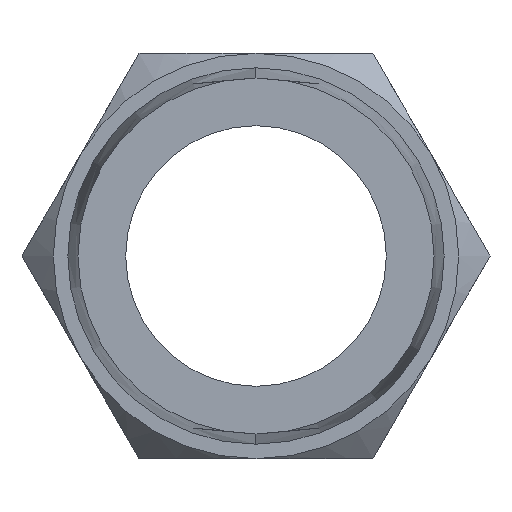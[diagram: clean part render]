
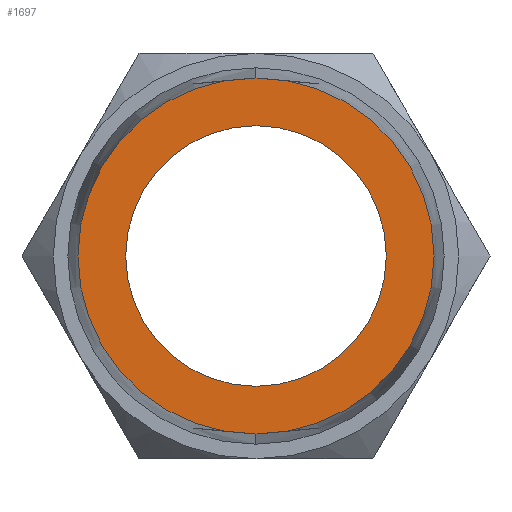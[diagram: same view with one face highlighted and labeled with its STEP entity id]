
A CAD part, left-side view. The second image highlights one B-rep face of the part: STEP entity #1697.
In plain terms, the highlighted planar face has unit normal (-1, 0, 0).
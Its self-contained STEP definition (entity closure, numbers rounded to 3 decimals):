
#280 = EDGE_LOOP ( 'NONE', ( #2869, #385 ) ) ;
#385 = ORIENTED_EDGE ( 'NONE', *, *, #3425, .T. ) ;
#408 = AXIS2_PLACEMENT_3D ( 'NONE', #5478, #2134, #793 ) ;
#425 = CIRCLE ( 'NONE', #3780, 4.5 ) ;
#551 = VERTEX_POINT ( 'NONE', #3162 ) ;
#793 = DIRECTION ( 'NONE',  ( 0., 0., -1. ) ) ;
#863 = EDGE_LOOP ( 'NONE', ( #1278, #3345 ) ) ;
#1017 = VERTEX_POINT ( 'NONE', #3028 ) ;
#1258 = CARTESIAN_POINT ( 'NONE',  ( 0., 0., 0. ) ) ;
#1278 = ORIENTED_EDGE ( 'NONE', *, *, #4633, .T. ) ;
#1569 = CARTESIAN_POINT ( 'NONE',  ( 0., 0., 4.5 ) ) ;
#1613 = DIRECTION ( 'NONE',  ( 1., 0., 0. ) ) ;
#1658 = EDGE_CURVE ( 'NONE', #2428, #2979, #3565, .T. ) ;
#1697 = ADVANCED_FACE ( 'NONE', ( #3058, #3498 ), #4935, .F. ) ;
#1900 = AXIS2_PLACEMENT_3D ( 'NONE', #5047, #3634, #3200 ) ;
#2134 = DIRECTION ( 'NONE',  ( 1., 0., 0. ) ) ;
#2145 = CARTESIAN_POINT ( 'NONE',  ( 0., 0., 0. ) ) ;
#2189 = CIRCLE ( 'NONE', #1900, 6.15 ) ;
#2428 = VERTEX_POINT ( 'NONE', #3414 ) ;
#2814 = EDGE_CURVE ( 'NONE', #551, #1017, #2189, .T. ) ;
#2869 = ORIENTED_EDGE ( 'NONE', *, *, #2814, .T. ) ;
#2942 = DIRECTION ( 'NONE',  ( 1., 0., 0. ) ) ;
#2979 = VERTEX_POINT ( 'NONE', #1569 ) ;
#3028 = CARTESIAN_POINT ( 'NONE',  ( 0., 0., 6.15 ) ) ;
#3058 = FACE_BOUND ( 'NONE', #863, .T. ) ;
#3077 = CIRCLE ( 'NONE', #4556, 6.15 ) ;
#3162 = CARTESIAN_POINT ( 'NONE',  ( 0., 0., -6.15 ) ) ;
#3200 = DIRECTION ( 'NONE',  ( 0., 0., 1. ) ) ;
#3345 = ORIENTED_EDGE ( 'NONE', *, *, #1658, .T. ) ;
#3414 = CARTESIAN_POINT ( 'NONE',  ( 0., 0., -4.5 ) ) ;
#3425 = EDGE_CURVE ( 'NONE', #1017, #551, #3077, .T. ) ;
#3498 = FACE_OUTER_BOUND ( 'NONE', #280, .T. ) ;
#3565 = CIRCLE ( 'NONE', #5339, 4.5 ) ;
#3634 = DIRECTION ( 'NONE',  ( -1., 0., 0. ) ) ;
#3780 = AXIS2_PLACEMENT_3D ( 'NONE', #4795, #2942, #5684 ) ;
#4000 = DIRECTION ( 'NONE',  ( 0., 0., 1. ) ) ;
#4485 = DIRECTION ( 'NONE',  ( -1., 0., 0. ) ) ;
#4556 = AXIS2_PLACEMENT_3D ( 'NONE', #2145, #4485, #4000 ) ;
#4633 = EDGE_CURVE ( 'NONE', #2979, #2428, #425, .T. ) ;
#4795 = CARTESIAN_POINT ( 'NONE',  ( 0., 0., 0. ) ) ;
#4935 = PLANE ( 'NONE',  #408 ) ;
#5047 = CARTESIAN_POINT ( 'NONE',  ( 0., 0., 0. ) ) ;
#5339 = AXIS2_PLACEMENT_3D ( 'NONE', #1258, #1613, #5919 ) ;
#5478 = CARTESIAN_POINT ( 'NONE',  ( 0., 0., 0. ) ) ;
#5684 = DIRECTION ( 'NONE',  ( 0., 0., -1. ) ) ;
#5919 = DIRECTION ( 'NONE',  ( 0., 0., -1. ) ) ;
